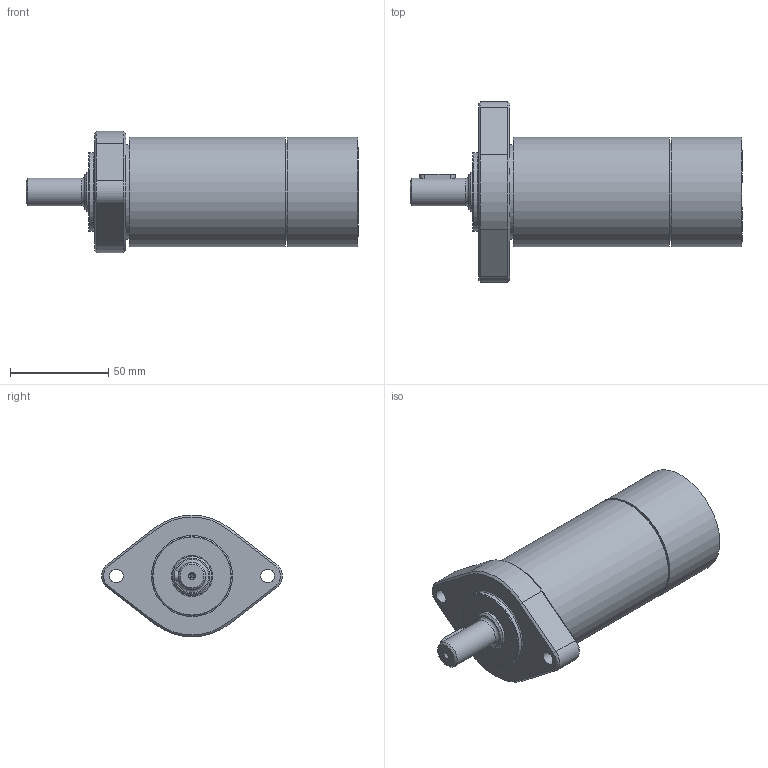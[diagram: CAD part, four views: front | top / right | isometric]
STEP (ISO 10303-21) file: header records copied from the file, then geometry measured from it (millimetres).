
FILE_DESCRIPTION((''),'2;1');
FILE_NAME('MRD 55-2800_29906305.stp','2009-03-16T10:36:05',('rmorof'),(''),'Autodesk Inventor 2008','Autodesk Inventor 2008','');
FILE_SCHEMA(('CONFIG_CONTROL_DESIGN'));
Length unit declared in the file: millimetre
Products named in the file (1): MRD 55-2800_29906305
Bounding box: 169.1 x 91.95 x 62 mm (x, y, z)
Volume: 353276.2 mm3; surface area: 37751.6 mm2
Topology: 1 solids, 2 shells, 76 faces, 159 edges, 101 vertices
Faces by surface type: plane 38, cylinder 13, cone 13, bspline 12
Full cylindrical faces by diameter (mm): 14 x1, 20 x1, 40 x1, 48.178 x1, 50.153 x1, 56 x2
Entity records: 2216 total; most frequent: CARTESIAN_POINT 629, DIRECTION 304, ORIENTED_EDGE 250, EDGE_CURVE 125, AXIS2_PLACEMENT_3D 122, EDGE_LOOP 118, VERTEX_POINT 91, FACE_OUTER_BOUND 76
